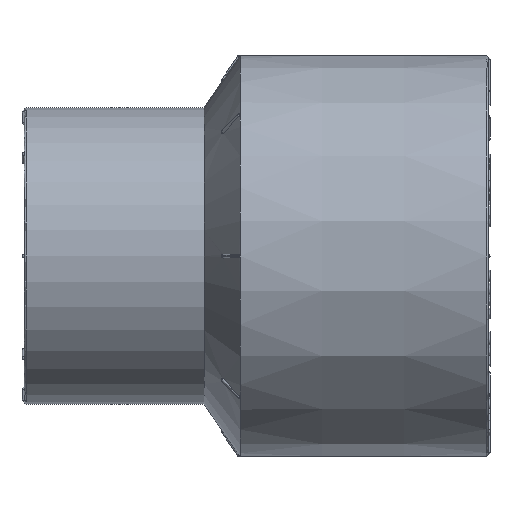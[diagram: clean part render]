
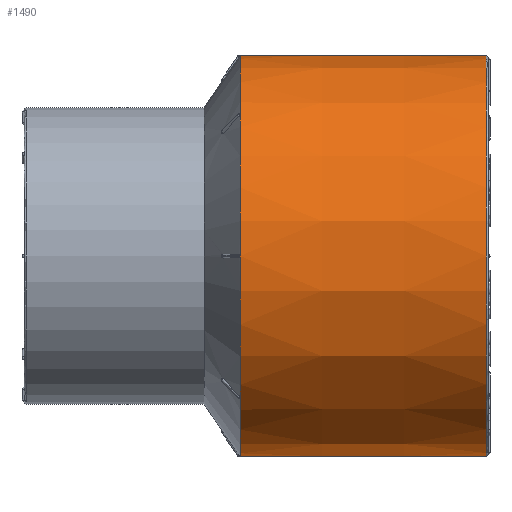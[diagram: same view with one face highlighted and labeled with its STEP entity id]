
A CAD part, left-side view. The second image highlights one B-rep face of the part: STEP entity #1490.
In plain terms, the highlighted conical face has half-angle 0.092 degrees and reference radius 25 mm.
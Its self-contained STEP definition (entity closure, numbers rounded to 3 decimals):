
#176=CONICAL_SURFACE('',#24178,25.,0.092);
#1490=ADVANCED_FACE('',(#6627,#6628),#176,.T.);
#6409=CIRCLE('',#24107,25.05);
#6469=CIRCLE('',#24177,25.);
#6627=FACE_BOUND('',#6730,.T.);
#6628=FACE_BOUND('',#6731,.T.);
#6730=EDGE_LOOP('',(#9107));
#6731=EDGE_LOOP('',(#9108));
#9107=ORIENTED_EDGE('',*,*,#19037,.F.);
#9108=ORIENTED_EDGE('',*,*,#18787,.T.);
#16307=VERTEX_POINT('',#34528);
#16535=VERTEX_POINT('',#36144);
#18787=EDGE_CURVE('',#16307,#16307,#6409,.T.);
#19037=EDGE_CURVE('',#16535,#16535,#6469,.T.);
#24107=AXIS2_PLACEMENT_3D('',#34527,#25685,#25686);
#24177=AXIS2_PLACEMENT_3D('',#36143,#25847,#25848);
#24178=AXIS2_PLACEMENT_3D('',#36145,#25849,#25850);
#25685=DIRECTION('',(0.,-1.,0.));
#25686=DIRECTION('',(0.,0.,-1.));
#25847=DIRECTION('',(0.,-1.,0.));
#25848=DIRECTION('',(0.,0.,-1.));
#25849=DIRECTION('',(0.,1.,0.));
#25850=DIRECTION('',(0.,0.,1.));
#34527=CARTESIAN_POINT('',(56203.846,16581.075,0.));
#34528=CARTESIAN_POINT('',(56203.846,16581.075,-25.05));
#36143=CARTESIAN_POINT('',(56203.846,16550.275,0.));
#36144=CARTESIAN_POINT('',(56203.846,16550.275,-25.));
#36145=CARTESIAN_POINT('',(56203.846,16550.275,0.));
